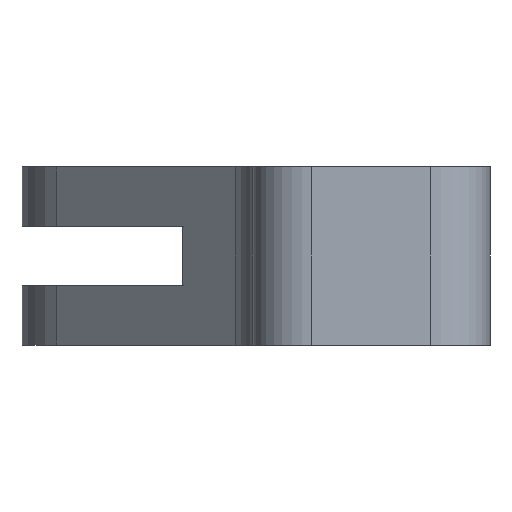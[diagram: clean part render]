
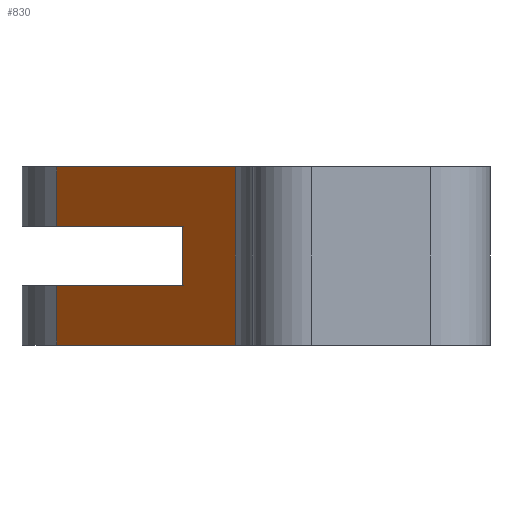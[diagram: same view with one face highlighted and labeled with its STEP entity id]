
A CAD part, front view. The second image highlights one B-rep face of the part: STEP entity #830.
In plain terms, the highlighted planar face has unit normal (-0.707, -0.707, 0).
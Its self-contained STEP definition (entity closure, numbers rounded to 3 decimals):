
#3 = VERTEX_POINT ( 'NONE', #539 ) ;
#4 = EDGE_CURVE ( 'NONE', #960, #674, #379, .T. ) ;
#10 = VECTOR ( 'NONE', #199, 1000. ) ;
#36 = ORIENTED_EDGE ( 'NONE', *, *, #800, .T. ) ;
#52 = VERTEX_POINT ( 'NONE', #493 ) ;
#57 = EDGE_CURVE ( 'NONE', #663, #3, #136, .T. ) ;
#61 = VERTEX_POINT ( 'NONE', #284 ) ;
#66 = DIRECTION ( 'NONE',  ( -0.707, 0.707, 0. ) ) ;
#77 = VERTEX_POINT ( 'NONE', #882 ) ;
#98 = CARTESIAN_POINT ( 'NONE',  ( -9.899, 29.899, 9. ) ) ;
#102 = CARTESIAN_POINT ( 'NONE',  ( 10., 10., 9. ) ) ;
#136 = LINE ( 'NONE', #510, #10 ) ;
#142 = LINE ( 'NONE', #659, #390 ) ;
#146 = VECTOR ( 'NONE', #548, 1000. ) ;
#152 = AXIS2_PLACEMENT_3D ( 'NONE', #347, #782, #561 ) ;
#187 = ORIENTED_EDGE ( 'NONE', *, *, #317, .T. ) ;
#198 = FACE_OUTER_BOUND ( 'NONE', #489, .T. ) ;
#199 = DIRECTION ( 'NONE',  ( 0.707, -0.707, 0. ) ) ;
#201 = LINE ( 'NONE', #98, #891 ) ;
#238 = CARTESIAN_POINT ( 'NONE',  ( -3.536, 23.536, 6. ) ) ;
#269 = DIRECTION ( 'NONE',  ( 0., 0., 1. ) ) ;
#270 = EDGE_CURVE ( 'NONE', #663, #674, #630, .T. ) ;
#284 = CARTESIAN_POINT ( 'NONE',  ( -0.879, 20.879, 9. ) ) ;
#293 = ORIENTED_EDGE ( 'NONE', *, *, #4, .F. ) ;
#317 = EDGE_CURVE ( 'NONE', #61, #52, #770, .T. ) ;
#347 = CARTESIAN_POINT ( 'NONE',  ( 10., 10., 9. ) ) ;
#356 = LINE ( 'NONE', #725, #933 ) ;
#360 = LINE ( 'NONE', #525, #810 ) ;
#379 = LINE ( 'NONE', #980, #854 ) ;
#390 = VECTOR ( 'NONE', #601, 1000. ) ;
#408 = EDGE_CURVE ( 'NONE', #52, #77, #201, .T. ) ;
#421 = ORIENTED_EDGE ( 'NONE', *, *, #595, .F. ) ;
#451 = ORIENTED_EDGE ( 'NONE', *, *, #270, .T. ) ;
#489 = EDGE_LOOP ( 'NONE', ( #293, #36, #187, #752, #421, #912, #788, #451 ) ) ;
#493 = CARTESIAN_POINT ( 'NONE',  ( -9.899, 29.899, 9. ) ) ;
#510 = CARTESIAN_POINT ( 'NONE',  ( 10., 10., 3. ) ) ;
#525 = CARTESIAN_POINT ( 'NONE',  ( 10., 10., 6. ) ) ;
#539 = CARTESIAN_POINT ( 'NONE',  ( -3.536, 23.536, 3. ) ) ;
#548 = DIRECTION ( 'NONE',  ( 0., 0., -1. ) ) ;
#561 = DIRECTION ( 'NONE',  ( 0.707, -0.707, 0. ) ) ;
#566 = PLANE ( 'NONE',  #152 ) ;
#595 = EDGE_CURVE ( 'NONE', #953, #77, #360, .T. ) ;
#601 = DIRECTION ( 'NONE',  ( 0., 0., 1. ) ) ;
#607 = EDGE_CURVE ( 'NONE', #3, #953, #142, .T. ) ;
#617 = DIRECTION ( 'NONE',  ( -0.707, 0.707, 0. ) ) ;
#630 = LINE ( 'NONE', #774, #146 ) ;
#659 = CARTESIAN_POINT ( 'NONE',  ( -3.536, 23.536, 9. ) ) ;
#663 = VERTEX_POINT ( 'NONE', #779 ) ;
#674 = VERTEX_POINT ( 'NONE', #772 ) ;
#680 = DIRECTION ( 'NONE',  ( -0.707, 0.707, 0. ) ) ;
#725 = CARTESIAN_POINT ( 'NONE',  ( -0.879, 20.879, 9. ) ) ;
#752 = ORIENTED_EDGE ( 'NONE', *, *, #408, .T. ) ;
#770 = LINE ( 'NONE', #102, #851 ) ;
#772 = CARTESIAN_POINT ( 'NONE',  ( -9.899, 29.899, 0. ) ) ;
#774 = CARTESIAN_POINT ( 'NONE',  ( -9.899, 29.899, 9. ) ) ;
#779 = CARTESIAN_POINT ( 'NONE',  ( -9.899, 29.899, 3. ) ) ;
#782 = DIRECTION ( 'NONE',  ( -0.707, -0.707, 0. ) ) ;
#788 = ORIENTED_EDGE ( 'NONE', *, *, #57, .F. ) ;
#800 = EDGE_CURVE ( 'NONE', #960, #61, #356, .T. ) ;
#810 = VECTOR ( 'NONE', #66, 1000. ) ;
#830 = ADVANCED_FACE ( 'NONE', ( #198 ), #566, .T. ) ;
#851 = VECTOR ( 'NONE', #617, 1000. ) ;
#854 = VECTOR ( 'NONE', #680, 1000. ) ;
#882 = CARTESIAN_POINT ( 'NONE',  ( -9.899, 29.899, 6. ) ) ;
#891 = VECTOR ( 'NONE', #931, 1000. ) ;
#912 = ORIENTED_EDGE ( 'NONE', *, *, #607, .F. ) ;
#916 = CARTESIAN_POINT ( 'NONE',  ( -0.879, 20.879, 0. ) ) ;
#931 = DIRECTION ( 'NONE',  ( 0., 0., -1. ) ) ;
#933 = VECTOR ( 'NONE', #269, 1000. ) ;
#953 = VERTEX_POINT ( 'NONE', #238 ) ;
#960 = VERTEX_POINT ( 'NONE', #916 ) ;
#980 = CARTESIAN_POINT ( 'NONE',  ( 10., 10., 0. ) ) ;
